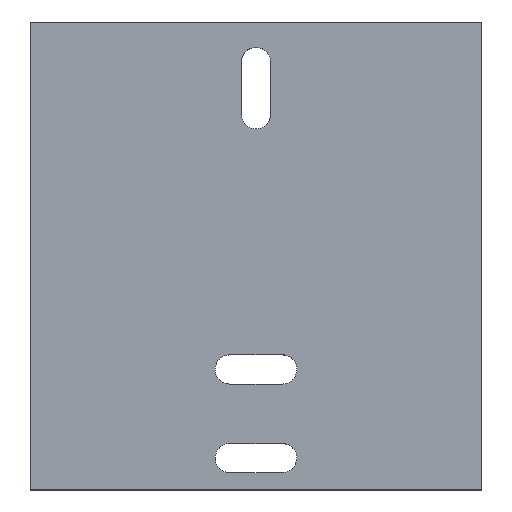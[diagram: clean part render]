
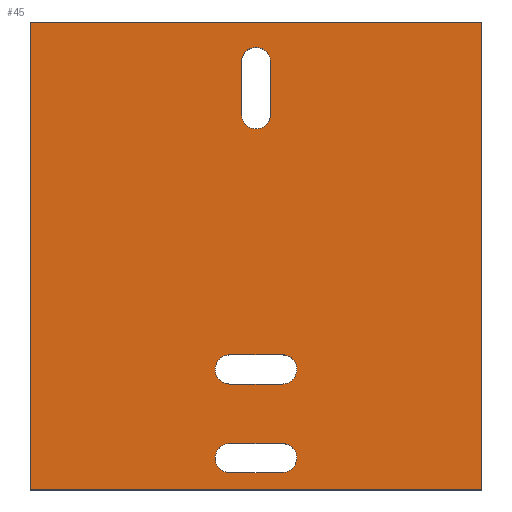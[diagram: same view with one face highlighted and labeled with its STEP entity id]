
A CAD part, top view. The second image highlights one B-rep face of the part: STEP entity #45.
In plain terms, the highlighted planar face has unit normal (0, 0, 1).
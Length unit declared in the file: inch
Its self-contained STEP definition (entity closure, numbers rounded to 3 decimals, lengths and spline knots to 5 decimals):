
#25=FACE_BOUND('',#85,.T.);
#26=FACE_BOUND('',#86,.T.);
#27=FACE_BOUND('',#87,.T.);
#45=ADVANCED_FACE('',(#63,#25,#26,#27),#333,.T.);
#63=FACE_OUTER_BOUND('',#84,.T.);
#84=EDGE_LOOP('',(#168,#169,#170,#171));
#85=EDGE_LOOP('',(#172,#173,#174,#175));
#86=EDGE_LOOP('',(#176,#177,#178,#179));
#87=EDGE_LOOP('',(#180,#181,#182,#183));
#168=ORIENTED_EDGE('',*,*,#186,.T.);
#169=ORIENTED_EDGE('',*,*,#190,.T.);
#170=ORIENTED_EDGE('',*,*,#193,.T.);
#171=ORIENTED_EDGE('',*,*,#195,.T.);
#172=ORIENTED_EDGE('',*,*,#198,.T.);
#173=ORIENTED_EDGE('',*,*,#202,.T.);
#174=ORIENTED_EDGE('',*,*,#205,.T.);
#175=ORIENTED_EDGE('',*,*,#207,.T.);
#176=ORIENTED_EDGE('',*,*,#210,.T.);
#177=ORIENTED_EDGE('',*,*,#214,.T.);
#178=ORIENTED_EDGE('',*,*,#217,.T.);
#179=ORIENTED_EDGE('',*,*,#219,.T.);
#180=ORIENTED_EDGE('',*,*,#222,.T.);
#181=ORIENTED_EDGE('',*,*,#226,.T.);
#182=ORIENTED_EDGE('',*,*,#229,.T.);
#183=ORIENTED_EDGE('',*,*,#231,.T.);
#186=EDGE_CURVE('',#287,#286,#273,.T.);
#190=EDGE_CURVE('',#286,#289,#277,.T.);
#193=EDGE_CURVE('',#289,#291,#280,.T.);
#195=EDGE_CURVE('',#291,#287,#282,.T.);
#198=EDGE_CURVE('',#295,#294,#234,.T.);
#202=EDGE_CURVE('',#294,#297,#238,.T.);
#205=EDGE_CURVE('',#297,#299,#241,.T.);
#207=EDGE_CURVE('',#299,#295,#243,.T.);
#210=EDGE_CURVE('',#303,#302,#246,.T.);
#214=EDGE_CURVE('',#302,#305,#250,.T.);
#217=EDGE_CURVE('',#305,#307,#253,.T.);
#219=EDGE_CURVE('',#307,#303,#255,.T.);
#222=EDGE_CURVE('',#311,#310,#258,.T.);
#226=EDGE_CURVE('',#310,#313,#262,.T.);
#229=EDGE_CURVE('',#313,#315,#265,.T.);
#231=EDGE_CURVE('',#315,#311,#267,.T.);
#234=(
BOUNDED_CURVE()
B_SPLINE_CURVE(2,(#543,#544,#545,#546,#547),.UNSPECIFIED.,.F.,.F.)
B_SPLINE_CURVE_WITH_KNOTS((3,2,3),(0.,0.17279,0.34558),
 .UNSPECIFIED.)
CURVE()
GEOMETRIC_REPRESENTATION_ITEM()
RATIONAL_B_SPLINE_CURVE((1.,0.707,1.,0.707,1.))
REPRESENTATION_ITEM('')
);
#238=(
BOUNDED_CURVE()
B_SPLINE_CURVE(2,(#555,#556,#557),.UNSPECIFIED.,.F.,.F.)
B_SPLINE_CURVE_WITH_KNOTS((3,3),(0.34558,0.73808),
 .UNSPECIFIED.)
CURVE()
GEOMETRIC_REPRESENTATION_ITEM()
RATIONAL_B_SPLINE_CURVE((1.,1.,1.))
REPRESENTATION_ITEM('')
);
#241=(
BOUNDED_CURVE()
B_SPLINE_CURVE(2,(#565,#566,#567,#568,#569),.UNSPECIFIED.,.F.,.F.)
B_SPLINE_CURVE_WITH_KNOTS((3,2,3),(0.73808,0.91086,
1.08365),.UNSPECIFIED.)
CURVE()
GEOMETRIC_REPRESENTATION_ITEM()
RATIONAL_B_SPLINE_CURVE((1.,0.707,1.,0.707,1.))
REPRESENTATION_ITEM('')
);
#243=(
BOUNDED_CURVE()
B_SPLINE_CURVE(2,(#573,#574,#575),.UNSPECIFIED.,.F.,.F.)
B_SPLINE_CURVE_WITH_KNOTS((3,3),(1.08365,1.47615),
 .UNSPECIFIED.)
CURVE()
GEOMETRIC_REPRESENTATION_ITEM()
RATIONAL_B_SPLINE_CURVE((1.,1.,1.))
REPRESENTATION_ITEM('')
);
#246=(
BOUNDED_CURVE()
B_SPLINE_CURVE(2,(#583,#584,#585,#586,#587),.UNSPECIFIED.,.F.,.F.)
B_SPLINE_CURVE_WITH_KNOTS((3,2,3),(1.47615,1.64894,1.82173),
 .UNSPECIFIED.)
CURVE()
GEOMETRIC_REPRESENTATION_ITEM()
RATIONAL_B_SPLINE_CURVE((1.,0.707,1.,0.707,1.))
REPRESENTATION_ITEM('')
);
#250=(
BOUNDED_CURVE()
B_SPLINE_CURVE(2,(#595,#596,#597),.UNSPECIFIED.,.F.,.F.)
B_SPLINE_CURVE_WITH_KNOTS((3,3),(1.82173,2.21423),
 .UNSPECIFIED.)
CURVE()
GEOMETRIC_REPRESENTATION_ITEM()
RATIONAL_B_SPLINE_CURVE((1.,1.,1.))
REPRESENTATION_ITEM('')
);
#253=(
BOUNDED_CURVE()
B_SPLINE_CURVE(2,(#605,#606,#607,#608,#609),.UNSPECIFIED.,.F.,.F.)
B_SPLINE_CURVE_WITH_KNOTS((3,2,3),(2.21423,2.38701,2.5598),
 .UNSPECIFIED.)
CURVE()
GEOMETRIC_REPRESENTATION_ITEM()
RATIONAL_B_SPLINE_CURVE((1.,0.707,1.,0.707,1.))
REPRESENTATION_ITEM('')
);
#255=(
BOUNDED_CURVE()
B_SPLINE_CURVE(2,(#613,#614,#615),.UNSPECIFIED.,.F.,.F.)
B_SPLINE_CURVE_WITH_KNOTS((3,3),(2.5598,2.9523),
 .UNSPECIFIED.)
CURVE()
GEOMETRIC_REPRESENTATION_ITEM()
RATIONAL_B_SPLINE_CURVE((1.,1.,1.))
REPRESENTATION_ITEM('')
);
#258=(
BOUNDED_CURVE()
B_SPLINE_CURVE(2,(#623,#624,#625,#626,#627),.UNSPECIFIED.,.F.,.F.)
B_SPLINE_CURVE_WITH_KNOTS((3,2,3),(2.9523,3.12509,3.29788),
 .UNSPECIFIED.)
CURVE()
GEOMETRIC_REPRESENTATION_ITEM()
RATIONAL_B_SPLINE_CURVE((1.,0.707,1.,0.707,1.))
REPRESENTATION_ITEM('')
);
#262=(
BOUNDED_CURVE()
B_SPLINE_CURVE(2,(#635,#636,#637),.UNSPECIFIED.,.F.,.F.)
B_SPLINE_CURVE_WITH_KNOTS((3,3),(3.29788,3.69038),
 .UNSPECIFIED.)
CURVE()
GEOMETRIC_REPRESENTATION_ITEM()
RATIONAL_B_SPLINE_CURVE((1.,1.,1.))
REPRESENTATION_ITEM('')
);
#265=(
BOUNDED_CURVE()
B_SPLINE_CURVE(2,(#645,#646,#647,#648,#649),.UNSPECIFIED.,.F.,.F.)
B_SPLINE_CURVE_WITH_KNOTS((3,2,3),(3.69038,3.86316,4.03595),
 .UNSPECIFIED.)
CURVE()
GEOMETRIC_REPRESENTATION_ITEM()
RATIONAL_B_SPLINE_CURVE((1.,0.707,1.,0.707,1.))
REPRESENTATION_ITEM('')
);
#267=(
BOUNDED_CURVE()
B_SPLINE_CURVE(2,(#653,#654,#655),.UNSPECIFIED.,.F.,.F.)
B_SPLINE_CURVE_WITH_KNOTS((3,3),(4.03595,4.42845),
 .UNSPECIFIED.)
CURVE()
GEOMETRIC_REPRESENTATION_ITEM()
RATIONAL_B_SPLINE_CURVE((1.,1.,1.))
REPRESENTATION_ITEM('')
);
#273=B_SPLINE_CURVE_WITH_KNOTS('',1,(#516,#517),.UNSPECIFIED.,.F.,.F.,(2,
2),(-16.3,-12.15),.UNSPECIFIED.);
#277=B_SPLINE_CURVE_WITH_KNOTS('',1,(#524,#525),.UNSPECIFIED.,.F.,.F.,(2,
2),(-12.15,-8.15),.UNSPECIFIED.);
#280=B_SPLINE_CURVE_WITH_KNOTS('',1,(#530,#531),.UNSPECIFIED.,.F.,.F.,(2,
2),(-8.15,-4.),.UNSPECIFIED.);
#282=B_SPLINE_CURVE_WITH_KNOTS('',1,(#534,#535),.UNSPECIFIED.,.F.,.F.,(2,
2),(-4.,0.),.UNSPECIFIED.);
#286=VERTEX_POINT('',#482);
#287=VERTEX_POINT('',#483);
#289=VERTEX_POINT('',#485);
#291=VERTEX_POINT('',#487);
#294=VERTEX_POINT('',#490);
#295=VERTEX_POINT('',#491);
#297=VERTEX_POINT('',#493);
#299=VERTEX_POINT('',#495);
#302=VERTEX_POINT('',#498);
#303=VERTEX_POINT('',#499);
#305=VERTEX_POINT('',#501);
#307=VERTEX_POINT('',#503);
#310=VERTEX_POINT('',#506);
#311=VERTEX_POINT('',#507);
#313=VERTEX_POINT('',#509);
#315=VERTEX_POINT('',#511);
#333=PLANE('',#362);
#362=AXIS2_PLACEMENT_3D('',#479,#372,$);
#372=DIRECTION('',(0.,0.,1.));
#479=CARTESIAN_POINT('',(4.,10.15,0.88));
#482=CARTESIAN_POINT('',(4.,10.15,0.88));
#483=CARTESIAN_POINT('',(4.,6.,0.88));
#485=CARTESIAN_POINT('',(0.,10.15,0.88));
#487=CARTESIAN_POINT('',(0.,6.,0.88));
#490=CARTESIAN_POINT('',(2.13,9.79568,0.88));
#491=CARTESIAN_POINT('',(1.87,9.79568,0.88));
#493=CARTESIAN_POINT('',(2.13,9.33182,0.88));
#495=CARTESIAN_POINT('',(1.87,9.33182,0.88));
#498=CARTESIAN_POINT('',(2.23193,6.152,0.88));
#499=CARTESIAN_POINT('',(2.23193,6.412,0.88));
#501=CARTESIAN_POINT('',(1.76807,6.152,0.88));
#503=CARTESIAN_POINT('',(1.76807,6.412,0.88));
#506=CARTESIAN_POINT('',(2.23193,6.938,0.88));
#507=CARTESIAN_POINT('',(2.23193,7.198,0.88));
#509=CARTESIAN_POINT('',(1.76807,6.938,0.88));
#511=CARTESIAN_POINT('',(1.76807,7.198,0.88));
#516=CARTESIAN_POINT('',(4.,6.,0.88));
#517=CARTESIAN_POINT('',(4.,10.15,0.88));
#524=CARTESIAN_POINT('',(4.,10.15,0.88));
#525=CARTESIAN_POINT('',(0.,10.15,0.88));
#530=CARTESIAN_POINT('',(0.,10.15,0.88));
#531=CARTESIAN_POINT('',(0.,6.,0.88));
#534=CARTESIAN_POINT('',(0.,6.,0.88));
#535=CARTESIAN_POINT('',(4.,6.,0.88));
#543=CARTESIAN_POINT('',(1.87,9.79568,0.88));
#544=CARTESIAN_POINT('',(1.87,9.92568,0.88));
#545=CARTESIAN_POINT('',(2.,9.92568,0.88));
#546=CARTESIAN_POINT('',(2.13,9.92568,0.88));
#547=CARTESIAN_POINT('',(2.13,9.79568,0.88));
#555=CARTESIAN_POINT('',(2.13,9.79568,0.88));
#556=CARTESIAN_POINT('',(2.13,9.56375,0.88));
#557=CARTESIAN_POINT('',(2.13,9.33182,0.88));
#565=CARTESIAN_POINT('',(2.13,9.33182,0.88));
#566=CARTESIAN_POINT('',(2.13,9.20182,0.88));
#567=CARTESIAN_POINT('',(2.,9.20182,0.88));
#568=CARTESIAN_POINT('',(1.87,9.20182,0.88));
#569=CARTESIAN_POINT('',(1.87,9.33182,0.88));
#573=CARTESIAN_POINT('',(1.87,9.33182,0.88));
#574=CARTESIAN_POINT('',(1.87,9.56375,0.88));
#575=CARTESIAN_POINT('',(1.87,9.79568,0.88));
#583=CARTESIAN_POINT('',(2.23193,6.412,0.88));
#584=CARTESIAN_POINT('',(2.36193,6.412,0.88));
#585=CARTESIAN_POINT('',(2.36193,6.282,0.88));
#586=CARTESIAN_POINT('',(2.36193,6.152,0.88));
#587=CARTESIAN_POINT('',(2.23193,6.152,0.88));
#595=CARTESIAN_POINT('',(2.23193,6.152,0.88));
#596=CARTESIAN_POINT('',(2.,6.152,0.88));
#597=CARTESIAN_POINT('',(1.76807,6.152,0.88));
#605=CARTESIAN_POINT('',(1.76807,6.152,0.88));
#606=CARTESIAN_POINT('',(1.63807,6.152,0.88));
#607=CARTESIAN_POINT('',(1.63807,6.282,0.88));
#608=CARTESIAN_POINT('',(1.63807,6.412,0.88));
#609=CARTESIAN_POINT('',(1.76807,6.412,0.88));
#613=CARTESIAN_POINT('',(1.76807,6.412,0.88));
#614=CARTESIAN_POINT('',(2.,6.412,0.88));
#615=CARTESIAN_POINT('',(2.23193,6.412,0.88));
#623=CARTESIAN_POINT('',(2.23193,7.198,0.88));
#624=CARTESIAN_POINT('',(2.36193,7.198,0.88));
#625=CARTESIAN_POINT('',(2.36193,7.068,0.88));
#626=CARTESIAN_POINT('',(2.36193,6.938,0.88));
#627=CARTESIAN_POINT('',(2.23193,6.938,0.88));
#635=CARTESIAN_POINT('',(2.23193,6.938,0.88));
#636=CARTESIAN_POINT('',(2.,6.938,0.88));
#637=CARTESIAN_POINT('',(1.76807,6.938,0.88));
#645=CARTESIAN_POINT('',(1.76807,6.938,0.88));
#646=CARTESIAN_POINT('',(1.63807,6.938,0.88));
#647=CARTESIAN_POINT('',(1.63807,7.068,0.88));
#648=CARTESIAN_POINT('',(1.63807,7.198,0.88));
#649=CARTESIAN_POINT('',(1.76807,7.198,0.88));
#653=CARTESIAN_POINT('',(1.76807,7.198,0.88));
#654=CARTESIAN_POINT('',(2.,7.198,0.88));
#655=CARTESIAN_POINT('',(2.23193,7.198,0.88));
